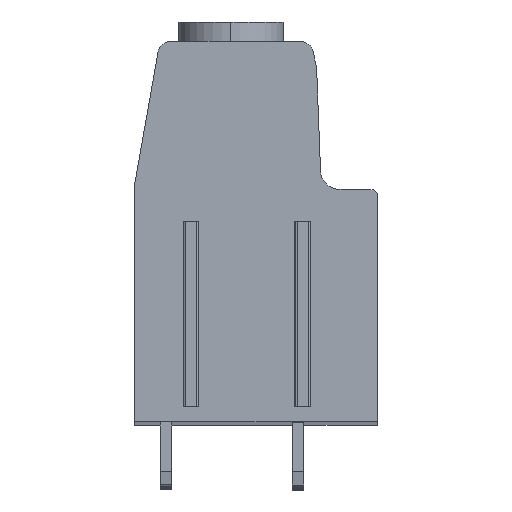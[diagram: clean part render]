
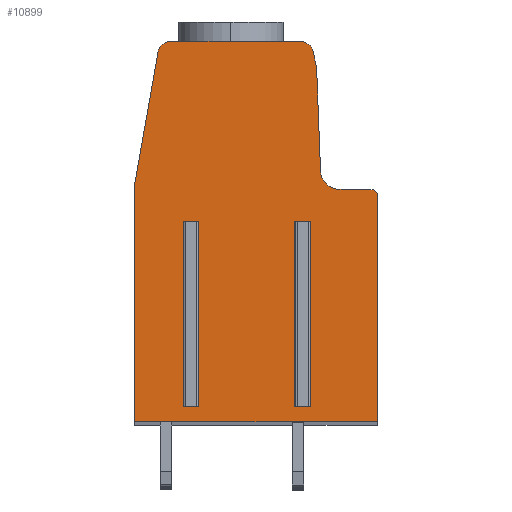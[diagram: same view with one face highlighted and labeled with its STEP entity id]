
A CAD part, top view. The second image highlights one B-rep face of the part: STEP entity #10899.
In plain terms, the highlighted planar face has unit normal (0, 0, 1).
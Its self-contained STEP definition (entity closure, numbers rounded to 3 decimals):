
#1478=CARTESIAN_POINT('',(3.429,13.65,5.08));
#1479=DIRECTION('',(0.,0.,1.));
#1480=DIRECTION('',(0.978,0.208,0.));
#1481=AXIS2_PLACEMENT_3D('',#1478,#1479,#1480);
#1483=DIRECTION('',(-0.208,0.978,0.));
#1484=VECTOR('',#1483,0.978);
#1485=CARTESIAN_POINT('',(4.611,12.902,5.08));
#1486=LINE('',#1485,#1484);
#1487=CARTESIAN_POINT('',(1.676,12.278,5.08));
#1488=DIRECTION('',(0.,0.,1.));
#1489=DIRECTION('',(0.999,0.038,0.));
#1490=AXIS2_PLACEMENT_3D('',#1487,#1488,#1489);
#1492=DIRECTION('',(-0.038,0.999,0.));
#1493=VECTOR('',#1492,7.706);
#1494=CARTESIAN_POINT('',(4.97,4.692,5.08));
#1495=LINE('',#1494,#1493);
#1496=CARTESIAN_POINT('',(6.469,4.75,5.08));
#1497=DIRECTION('',(0.,0.,-1.));
#1498=DIRECTION('',(0.,-1.,0.));
#1499=AXIS2_PLACEMENT_3D('',#1496,#1497,#1498);
#1501=DIRECTION('',(-1.,0.,0.));
#1502=VECTOR('',#1501,2.381);
#1503=CARTESIAN_POINT('',(8.85,3.25,5.08));
#1504=LINE('',#1503,#1502);
#1505=CARTESIAN_POINT('',(8.85,2.75,5.08));
#1506=DIRECTION('',(0.,0.,1.));
#1507=DIRECTION('',(1.,0.,0.));
#1508=AXIS2_PLACEMENT_3D('',#1505,#1506,#1507);
#1510=DIRECTION('',(0.,1.,0.));
#1511=VECTOR('',#1510,17.4);
#1512=CARTESIAN_POINT('',(9.35,-14.65,5.08));
#1513=LINE('',#1512,#1511);
#1514=DIRECTION('',(1.,0.,0.));
#1515=VECTOR('',#1514,18.7);
#1516=CARTESIAN_POINT('',(-9.35,-14.65,5.08));
#1517=LINE('',#1516,#1515);
#1518=DIRECTION('',(0.,-1.,0.));
#1519=VECTOR('',#1518,18.25);
#1520=CARTESIAN_POINT('',(-9.35,3.6,5.08));
#1521=LINE('',#1520,#1519);
#1522=DIRECTION('',(-0.174,-0.985,0.));
#1523=VECTOR('',#1522,10.381);
#1524=CARTESIAN_POINT('',(-7.547,13.824,5.08));
#1525=LINE('',#1524,#1523);
#1526=CARTESIAN_POINT('',(-6.562,13.65,5.08));
#1527=DIRECTION('',(0.,0.,1.));
#1528=DIRECTION('',(0.,1.,0.));
#1529=AXIS2_PLACEMENT_3D('',#1526,#1527,#1528);
#1531=DIRECTION('',(-1.,0.,0.));
#1532=VECTOR('',#1531,9.992);
#1533=CARTESIAN_POINT('',(3.429,14.65,5.08));
#1534=LINE('',#1533,#1532);
#1535=DIRECTION('',(1.,0.,0.));
#1536=VECTOR('',#1535,0.65);
#1537=CARTESIAN_POINT('',(-5.325,0.75,5.08));
#1538=LINE('',#1537,#1536);
#1539=DIRECTION('',(0.,1.,0.));
#1540=VECTOR('',#1539,14.25);
#1541=CARTESIAN_POINT('',(-5.325,-13.5,5.08));
#1542=LINE('',#1541,#1540);
#1543=DIRECTION('',(1.,0.,0.));
#1544=VECTOR('',#1543,0.65);
#1545=CARTESIAN_POINT('',(-5.325,-13.5,5.08));
#1546=LINE('',#1545,#1544);
#1547=DIRECTION('',(0.,1.,0.));
#1548=VECTOR('',#1547,14.25);
#1549=CARTESIAN_POINT('',(-4.675,-13.5,5.08));
#1550=LINE('',#1549,#1548);
#1551=DIRECTION('',(1.,0.,0.));
#1552=VECTOR('',#1551,0.65);
#1553=CARTESIAN_POINT('',(3.275,0.75,5.08));
#1554=LINE('',#1553,#1552);
#1555=DIRECTION('',(0.,1.,0.));
#1556=VECTOR('',#1555,14.25);
#1557=CARTESIAN_POINT('',(3.275,-13.5,5.08));
#1558=LINE('',#1557,#1556);
#1559=DIRECTION('',(1.,0.,0.));
#1560=VECTOR('',#1559,0.65);
#1561=CARTESIAN_POINT('',(3.275,-13.5,5.08));
#1562=LINE('',#1561,#1560);
#1563=DIRECTION('',(0.,1.,0.));
#1564=VECTOR('',#1563,14.25);
#1565=CARTESIAN_POINT('',(3.925,-13.5,5.08));
#1566=LINE('',#1565,#1564);
#7375=CARTESIAN_POINT('',(-6.562,14.65,5.08));
#7376=CARTESIAN_POINT('',(-7.547,13.824,5.08));
#7377=VERTEX_POINT('',#7375);
#7378=VERTEX_POINT('',#7376);
#7379=CARTESIAN_POINT('',(-9.35,3.6,5.08));
#7380=VERTEX_POINT('',#7379);
#7381=CARTESIAN_POINT('',(-9.35,-14.65,5.08));
#7382=VERTEX_POINT('',#7381);
#7383=CARTESIAN_POINT('',(9.35,-14.65,5.08));
#7384=VERTEX_POINT('',#7383);
#7385=CARTESIAN_POINT('',(6.469,3.25,5.08));
#7386=CARTESIAN_POINT('',(4.97,4.692,5.08));
#7387=VERTEX_POINT('',#7385);
#7388=VERTEX_POINT('',#7386);
#7395=CARTESIAN_POINT('',(4.408,13.858,5.08));
#7396=VERTEX_POINT('',#7395);
#7397=CARTESIAN_POINT('',(3.429,14.65,5.08));
#7398=VERTEX_POINT('',#7397);
#7403=CARTESIAN_POINT('',(4.674,12.393,5.08));
#7404=VERTEX_POINT('',#7403);
#7405=CARTESIAN_POINT('',(4.611,12.902,5.08));
#7406=VERTEX_POINT('',#7405);
#7411=CARTESIAN_POINT('',(9.35,2.75,5.08));
#7412=VERTEX_POINT('',#7411);
#7413=CARTESIAN_POINT('',(8.85,3.25,5.08));
#7414=VERTEX_POINT('',#7413);
#7495=CARTESIAN_POINT('',(-5.325,0.75,5.08));
#7496=CARTESIAN_POINT('',(-4.675,0.75,5.08));
#7497=VERTEX_POINT('',#7495);
#7498=VERTEX_POINT('',#7496);
#7499=CARTESIAN_POINT('',(3.275,0.75,5.08));
#7500=CARTESIAN_POINT('',(3.925,0.75,5.08));
#7501=VERTEX_POINT('',#7499);
#7502=VERTEX_POINT('',#7500);
#7503=CARTESIAN_POINT('',(3.925,-13.5,5.08));
#7504=VERTEX_POINT('',#7503);
#7505=CARTESIAN_POINT('',(3.275,-13.5,5.08));
#7506=VERTEX_POINT('',#7505);
#7507=CARTESIAN_POINT('',(-4.675,-13.5,5.08));
#7508=VERTEX_POINT('',#7507);
#7509=CARTESIAN_POINT('',(-5.325,-13.5,5.08));
#7510=VERTEX_POINT('',#7509);
#10859=CARTESIAN_POINT('',(0.,0.,5.08));
#10860=DIRECTION('',(0.,0.,1.));
#10861=DIRECTION('',(1.,0.,0.));
#10862=AXIS2_PLACEMENT_3D('',#10859,#10860,#10861);
#10863=PLANE('',#10862);
#10864=ORIENTED_EDGE('',*,*,#10420,.F.);
#10865=ORIENTED_EDGE('',*,*,#10435,.F.);
#10866=ORIENTED_EDGE('',*,*,#10448,.F.);
#10867=ORIENTED_EDGE('',*,*,#10463,.F.);
#10868=ORIENTED_EDGE('',*,*,#10476,.F.);
#10869=ORIENTED_EDGE('',*,*,#10489,.F.);
#10870=ORIENTED_EDGE('',*,*,#10504,.F.);
#10871=ORIENTED_EDGE('',*,*,#10518,.F.);
#10872=ORIENTED_EDGE('',*,*,#9843,.F.);
#10873=ORIENTED_EDGE('',*,*,#10280,.F.);
#10874=ORIENTED_EDGE('',*,*,#10294,.F.);
#10875=ORIENTED_EDGE('',*,*,#10308,.F.);
#10876=ORIENTED_EDGE('',*,*,#10321,.F.);
#10877=EDGE_LOOP('',(#10864,#10865,#10866,#10867,#10868,#10869,#10870,#10871,
#10872,#10873,#10874,#10875,#10876));
#10878=FACE_OUTER_BOUND('',#10877,.F.);
#10880=ORIENTED_EDGE('',*,*,#10879,.F.);
#10882=ORIENTED_EDGE('',*,*,#10881,.F.);
#10884=ORIENTED_EDGE('',*,*,#10883,.T.);
#10886=ORIENTED_EDGE('',*,*,#10885,.T.);
#10887=EDGE_LOOP('',(#10880,#10882,#10884,#10886));
#10888=FACE_BOUND('',#10887,.F.);
#10890=ORIENTED_EDGE('',*,*,#10889,.F.);
#10892=ORIENTED_EDGE('',*,*,#10891,.F.);
#10894=ORIENTED_EDGE('',*,*,#10893,.T.);
#10896=ORIENTED_EDGE('',*,*,#10895,.T.);
#10897=EDGE_LOOP('',(#10890,#10892,#10894,#10896));
#10898=FACE_BOUND('',#10897,.F.);
#1482=CIRCLE('',#1481,1.);
#1491=CIRCLE('',#1490,3.);
#1500=CIRCLE('',#1499,1.5);
#1509=CIRCLE('',#1508,0.5);
#1530=CIRCLE('',#1529,1.);
#9843=EDGE_CURVE('',#7382,#7384,#1517,.T.);
#10280=EDGE_CURVE('',#7380,#7382,#1521,.T.);
#10294=EDGE_CURVE('',#7378,#7380,#1525,.T.);
#10308=EDGE_CURVE('',#7377,#7378,#1530,.T.);
#10321=EDGE_CURVE('',#7398,#7377,#1534,.T.);
#10420=EDGE_CURVE('',#7396,#7398,#1482,.T.);
#10435=EDGE_CURVE('',#7406,#7396,#1486,.T.);
#10448=EDGE_CURVE('',#7404,#7406,#1491,.T.);
#10463=EDGE_CURVE('',#7388,#7404,#1495,.T.);
#10476=EDGE_CURVE('',#7387,#7388,#1500,.T.);
#10489=EDGE_CURVE('',#7414,#7387,#1504,.T.);
#10504=EDGE_CURVE('',#7412,#7414,#1509,.T.);
#10518=EDGE_CURVE('',#7384,#7412,#1513,.T.);
#10879=EDGE_CURVE('',#7497,#7498,#1538,.T.);
#10881=EDGE_CURVE('',#7510,#7497,#1542,.T.);
#10883=EDGE_CURVE('',#7510,#7508,#1546,.T.);
#10885=EDGE_CURVE('',#7508,#7498,#1550,.T.);
#10889=EDGE_CURVE('',#7501,#7502,#1554,.T.);
#10891=EDGE_CURVE('',#7506,#7501,#1558,.T.);
#10893=EDGE_CURVE('',#7506,#7504,#1562,.T.);
#10895=EDGE_CURVE('',#7504,#7502,#1566,.T.);
#10899=ADVANCED_FACE('',(#10878,#10888,#10898),#10863,.T.);
